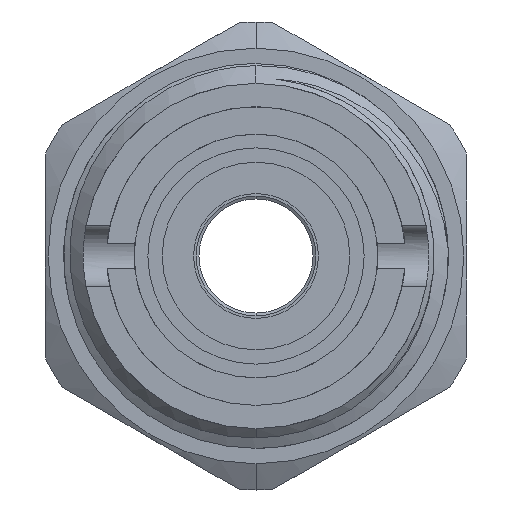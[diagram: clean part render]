
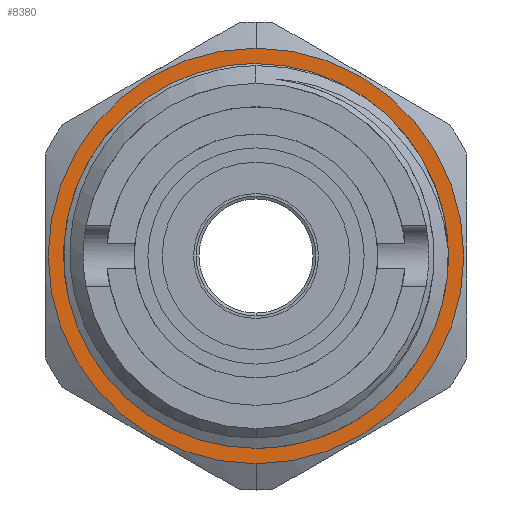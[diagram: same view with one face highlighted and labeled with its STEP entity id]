
A CAD part, front view. The second image highlights one B-rep face of the part: STEP entity #8380.
In plain terms, the highlighted planar face has unit normal (0, -1, 0).
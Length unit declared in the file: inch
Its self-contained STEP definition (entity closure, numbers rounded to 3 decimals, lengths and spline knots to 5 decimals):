
#742 = FACE_BOUND ( 'NONE', #6782, .T. ) ;
#1221 = CARTESIAN_POINT ( 'NONE',  ( 0., 0.945, 0. ) ) ;
#1338 = AXIS2_PLACEMENT_3D ( 'NONE', #1221, #7584, #8463 ) ;
#1876 = AXIS2_PLACEMENT_3D ( 'NONE', #7196, #8848, #3295 ) ;
#2015 = CIRCLE ( 'NONE', #5848, 0.555 ) ;
#2269 = AXIS2_PLACEMENT_3D ( 'NONE', #10142, #7013, #10112 ) ;
#2376 = CIRCLE ( 'NONE', #1876, 0.46 ) ;
#2883 = FACE_OUTER_BOUND ( 'NONE', #6558, .T. ) ;
#3187 = PLANE ( 'NONE',  #8541 ) ;
#3259 = CARTESIAN_POINT ( 'NONE',  ( 0., 0.945, 0.555 ) ) ;
#3295 = DIRECTION ( 'NONE',  ( 0., 0., -1. ) ) ;
#3373 = ORIENTED_EDGE ( 'NONE', *, *, #8340, .T. ) ;
#3653 = VERTEX_POINT ( 'NONE', #6425 ) ;
#4016 = DIRECTION ( 'NONE',  ( 0., 0., -1. ) ) ;
#4168 = CIRCLE ( 'NONE', #1338, 0.46 ) ;
#5260 = VERTEX_POINT ( 'NONE', #9384 ) ;
#5848 = AXIS2_PLACEMENT_3D ( 'NONE', #8887, #9659, #8854 ) ;
#6425 = CARTESIAN_POINT ( 'NONE',  ( 0., 0.945, -0.46 ) ) ;
#6558 = EDGE_LOOP ( 'NONE', ( #3373, #6687 ) ) ;
#6687 = ORIENTED_EDGE ( 'NONE', *, *, #9293, .T. ) ;
#6782 = EDGE_LOOP ( 'NONE', ( #7259, #7716 ) ) ;
#7013 = DIRECTION ( 'NONE',  ( 0., -1., 0. ) ) ;
#7196 = CARTESIAN_POINT ( 'NONE',  ( 0., 0.945, 0. ) ) ;
#7259 = ORIENTED_EDGE ( 'NONE', *, *, #8958, .F. ) ;
#7584 = DIRECTION ( 'NONE',  ( 0., -1., 0. ) ) ;
#7716 = ORIENTED_EDGE ( 'NONE', *, *, #8869, .F. ) ;
#8340 = EDGE_CURVE ( 'NONE', #8555, #5260, #2015, .T. ) ;
#8380 = ADVANCED_FACE ( 'NONE', ( #2883, #742 ), #3187, .T. ) ;
#8463 = DIRECTION ( 'NONE',  ( 0., 0., -1. ) ) ;
#8471 = CARTESIAN_POINT ( 'NONE',  ( 0., 0.945, 0.555 ) ) ;
#8541 = AXIS2_PLACEMENT_3D ( 'NONE', #3259, #10359, #4016 ) ;
#8555 = VERTEX_POINT ( 'NONE', #8471 ) ;
#8848 = DIRECTION ( 'NONE',  ( 0., -1., 0. ) ) ;
#8854 = DIRECTION ( 'NONE',  ( 0., 0., -1. ) ) ;
#8869 = EDGE_CURVE ( 'NONE', #9169, #3653, #2376, .T. ) ;
#8887 = CARTESIAN_POINT ( 'NONE',  ( 0., 0.945, 0. ) ) ;
#8958 = EDGE_CURVE ( 'NONE', #3653, #9169, #4168, .T. ) ;
#9169 = VERTEX_POINT ( 'NONE', #9716 ) ;
#9293 = EDGE_CURVE ( 'NONE', #5260, #8555, #10046, .T. ) ;
#9384 = CARTESIAN_POINT ( 'NONE',  ( 0., 0.945, -0.555 ) ) ;
#9659 = DIRECTION ( 'NONE',  ( 0., -1., 0. ) ) ;
#9716 = CARTESIAN_POINT ( 'NONE',  ( 0., 0.945, 0.46 ) ) ;
#10046 = CIRCLE ( 'NONE', #2269, 0.555 ) ;
#10112 = DIRECTION ( 'NONE',  ( 0., 0., -1. ) ) ;
#10142 = CARTESIAN_POINT ( 'NONE',  ( 0., 0.945, 0. ) ) ;
#10359 = DIRECTION ( 'NONE',  ( 0., -1., 0. ) ) ;
